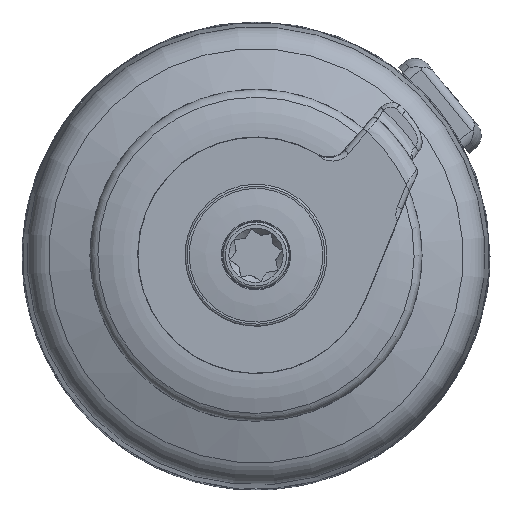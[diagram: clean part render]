
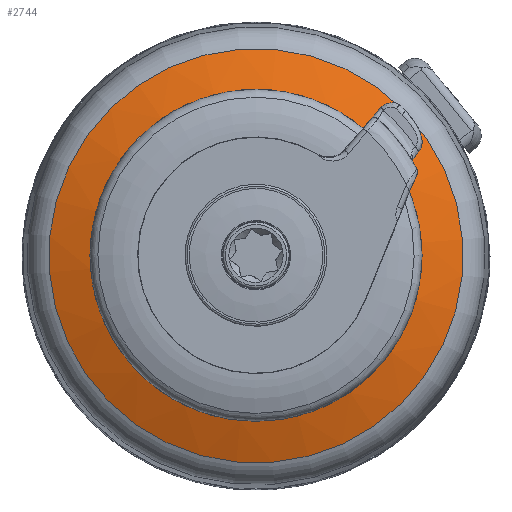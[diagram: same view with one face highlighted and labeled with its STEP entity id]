
A CAD part, top view. The second image highlights one B-rep face of the part: STEP entity #2744.
In plain terms, the highlighted conical face has half-angle 70 degrees and reference radius 82.83 mm.
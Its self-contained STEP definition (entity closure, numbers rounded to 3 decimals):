
#73=CONICAL_SURFACE('',#2997,82.83,70.);
#528=FACE_BOUND('',#837,.T.);
#630=FACE_OUTER_BOUND('',#836,.T.);
#836=EDGE_LOOP('',(#2122));
#837=EDGE_LOOP('',(#2123));
#986=CIRCLE('',#2880,60.);
#1039=CIRCLE('',#2996,99.147);
#1148=VERTEX_POINT('',#3964);
#1268=VERTEX_POINT('',#4465);
#1426=EDGE_CURVE('',#1148,#1148,#986,.T.);
#1590=EDGE_CURVE('',#1268,#1268,#1039,.T.);
#2122=ORIENTED_EDGE('',*,*,#1426,.T.);
#2123=ORIENTED_EDGE('',*,*,#1590,.T.);
#2744=ADVANCED_FACE('',(#630,#528),#73,.T.);
#2880=AXIS2_PLACEMENT_3D('',#3965,#3219,#3220);
#2996=AXIS2_PLACEMENT_3D('',#4466,#3520,#3521);
#2997=AXIS2_PLACEMENT_3D('',#4467,#3522,#3523);
#3219=DIRECTION('center_axis',(0.,0.,
-1.));
#3220=DIRECTION('ref_axis',(0.095,0.995,0.));
#3520=DIRECTION('center_axis',(0.,0.,
1.));
#3521=DIRECTION('ref_axis',(0.095,0.995,0.));
#3522=DIRECTION('center_axis',(0.,0.,
-1.));
#3523=DIRECTION('ref_axis',(0.095,0.995,0.));
#3964=CARTESIAN_POINT('',(-5.693,-59.729,114.746));
#3965=CARTESIAN_POINT('Origin',(0.,0.,
114.746));
#4465=CARTESIAN_POINT('',(9.408,98.7,100.498));
#4466=CARTESIAN_POINT('Origin',(0.,0.,
100.498));
#4467=CARTESIAN_POINT('Origin',(0.,0.,
106.437));
